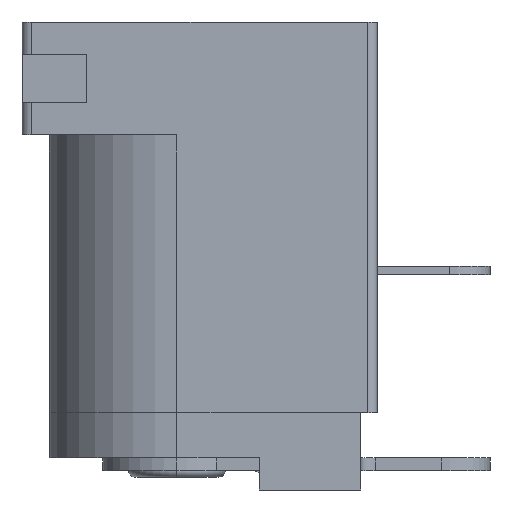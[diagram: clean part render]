
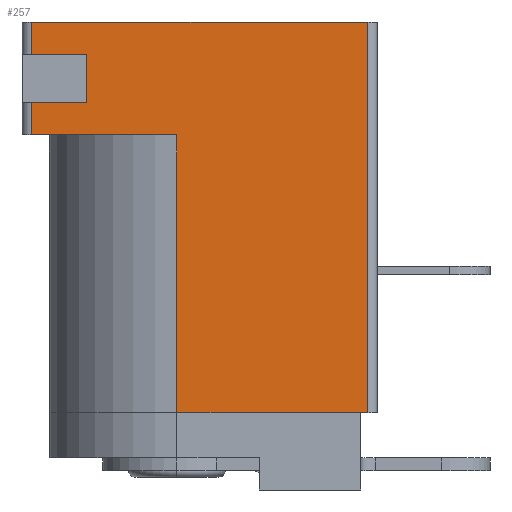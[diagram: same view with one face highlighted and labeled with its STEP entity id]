
A CAD part, left-side view. The second image highlights one B-rep face of the part: STEP entity #257.
In plain terms, the highlighted planar face has unit normal (-1, 0, 0).
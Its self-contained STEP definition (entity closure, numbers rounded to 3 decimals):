
#257=ADVANCED_FACE('NONE',(#542),#543,.T.);
#542=FACE_OUTER_BOUND('',#802,.T.);
#543=PLANE('',#803);
#741=EDGE_CURVE('NONE',#1272,#1270,#1273,.T.);
#749=EDGE_CURVE('NONE',#1272,#1285,#1286,.T.);
#802=EDGE_LOOP('',(#1454,#1455,#1456,#1457,#1458,#1459,#1460,#1461,#1462,#1463));
#803=AXIS2_PLACEMENT_3D('',#1464,#1465,#1466);
#1270=VERTEX_POINT('NONE',#1897);
#1272=VERTEX_POINT('NONE',#1900);
#1273=LINE('',#1901,#1902);
#1285=VERTEX_POINT('NONE',#1918);
#1286=LINE('',#1919,#1920);
#1454=ORIENTED_EDGE('',*,*,#741,.T.);
#1455=ORIENTED_EDGE('',*,*,#1979,.T.);
#1456=ORIENTED_EDGE('',*,*,#2017,.T.);
#1457=ORIENTED_EDGE('',*,*,#2018,.F.);
#1458=ORIENTED_EDGE('',*,*,#2002,.F.);
#1459=ORIENTED_EDGE('',*,*,#2019,.F.);
#1460=ORIENTED_EDGE('',*,*,#2020,.F.);
#1461=ORIENTED_EDGE('',*,*,#2021,.T.);
#1462=ORIENTED_EDGE('',*,*,#1984,.F.);
#1463=ORIENTED_EDGE('',*,*,#749,.F.);
#1464=CARTESIAN_POINT('',(-4.5,10.7,-12.1));
#1465=DIRECTION('',(-1.0,0.0,0.0));
#1466=DIRECTION('',(0.0,0.0,1.0));
#1897=CARTESIAN_POINT('',(-4.5,6.2,-12.1));
#1900=CARTESIAN_POINT('',(-4.5,6.2,-3.5));
#1901=CARTESIAN_POINT('',(-4.5,6.2,-3.5));
#1902=VECTOR('',#2265,1000.0);
#1918=CARTESIAN_POINT('',(-4.5,10.7,-3.5));
#1919=CARTESIAN_POINT('',(-4.5,11.0,-3.5));
#1920=VECTOR('',#2276,1000.0);
#1979=EDGE_CURVE('NONE',#1270,#2345,#2347,.T.);
#1984=EDGE_CURVE('NONE',#1285,#2353,#2354,.T.);
#2002=EDGE_CURVE('NONE',#2383,#2385,#2386,.T.);
#2017=EDGE_CURVE('NONE',#2345,#2407,#2409,.T.);
#2018=EDGE_CURVE('NONE',#2385,#2407,#2410,.T.);
#2019=EDGE_CURVE('NONE',#2411,#2383,#2412,.T.);
#2020=EDGE_CURVE('NONE',#2413,#2411,#2414,.T.);
#2021=EDGE_CURVE('NONE',#2413,#2353,#2415,.T.);
#2265=DIRECTION('',(-0.0,-0.0,-1.0));
#2276=DIRECTION('',(-0.0,1.0,-0.0));
#2345=VERTEX_POINT('NONE',#2731);
#2347=LINE('',#2733,#2734);
#2353=VERTEX_POINT('NONE',#2741);
#2354=LINE('',#2742,#2743);
#2383=VERTEX_POINT('NONE',#2784);
#2385=VERTEX_POINT('NONE',#2786);
#2386=LINE('',#2787,#2788);
#2407=VERTEX_POINT('NONE',#2820);
#2409=LINE('',#2822,#2823);
#2410=LINE('',#2824,#2825);
#2411=VERTEX_POINT('NONE',#2826);
#2412=LINE('',#2827,#2828);
#2413=VERTEX_POINT('NONE',#2829);
#2414=LINE('',#2830,#2831);
#2415=LINE('',#2832,#2833);
#2731=CARTESIAN_POINT('',(-4.5,0.3,-12.1));
#2733=CARTESIAN_POINT('',(-4.5,10.7,-12.1));
#2734=VECTOR('',#3144,1000.0);
#2741=CARTESIAN_POINT('',(-4.5,10.7,-2.5));
#2742=CARTESIAN_POINT('',(-4.5,10.7,-12.1));
#2743=VECTOR('',#3155,1000.0);
#2784=CARTESIAN_POINT('',(-4.5,10.7,-1.0));
#2786=CARTESIAN_POINT('',(-4.5,10.7,0.0));
#2787=CARTESIAN_POINT('',(-4.5,10.7,-12.1));
#2788=VECTOR('',#3183,1000.0);
#2820=CARTESIAN_POINT('',(-4.5,0.3,0.0));
#2822=CARTESIAN_POINT('',(-4.5,0.3,-12.1));
#2823=VECTOR('',#3204,1000.0);
#2824=CARTESIAN_POINT('',(-4.5,10.7,0.0));
#2825=VECTOR('',#3205,1000.0);
#2826=CARTESIAN_POINT('',(-4.5,9.0,-1.0));
#2827=CARTESIAN_POINT('',(-4.5,9.0,-1.0));
#2828=VECTOR('',#3206,1000.0);
#2829=CARTESIAN_POINT('',(-4.5,9.0,-2.5));
#2830=CARTESIAN_POINT('',(-4.5,9.0,-2.5));
#2831=VECTOR('',#3207,1000.0);
#2832=CARTESIAN_POINT('',(-4.5,9.0,-2.5));
#2833=VECTOR('',#3208,1000.0);
#3144=DIRECTION('',(0.0,-1.0,0.0));
#3155=DIRECTION('',(0.0,0.0,1.0));
#3183=DIRECTION('',(0.0,0.0,1.0));
#3204=DIRECTION('',(0.0,0.0,1.0));
#3205=DIRECTION('',(0.0,-1.0,0.0));
#3206=DIRECTION('',(-0.0,1.0,-0.0));
#3207=DIRECTION('',(0.0,0.0,1.0));
#3208=DIRECTION('',(-0.0,1.0,-0.0));
